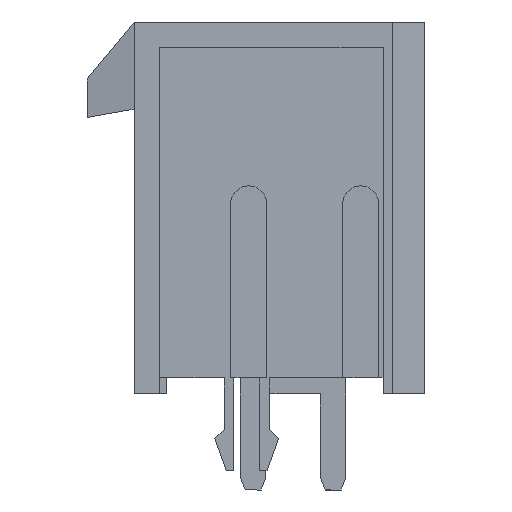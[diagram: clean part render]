
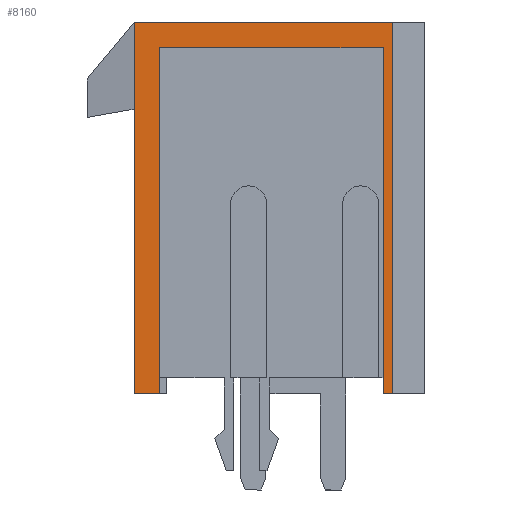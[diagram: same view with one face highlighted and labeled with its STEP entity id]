
A CAD part, left-side view. The second image highlights one B-rep face of the part: STEP entity #8160.
In plain terms, the highlighted planar face has unit normal (-1, 0, 0).
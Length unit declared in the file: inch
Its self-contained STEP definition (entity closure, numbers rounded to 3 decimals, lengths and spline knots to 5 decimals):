
#117 = DIRECTION ( 'NONE',  ( -1., 0., 0. ) ) ;
#371 = VERTEX_POINT ( 'NONE', #478 ) ;
#478 = CARTESIAN_POINT ( 'NONE',  ( -0.267, 0.311, 0. ) ) ;
#549 = VECTOR ( 'NONE', #4115, 39.37008 ) ;
#631 = ORIENTED_EDGE ( 'NONE', *, *, #8645, .T. ) ;
#687 = DIRECTION ( 'NONE',  ( 0., -1., 0. ) ) ;
#944 = LINE ( 'NONE', #5550, #8456 ) ;
#1131 = VERTEX_POINT ( 'NONE', #7177 ) ;
#1237 = VERTEX_POINT ( 'NONE', #2262 ) ;
#1465 = FACE_OUTER_BOUND ( 'NONE', #2601, .T. ) ;
#1794 = DIRECTION ( 'NONE',  ( 0., -1., 0. ) ) ;
#1803 = ORIENTED_EDGE ( 'NONE', *, *, #7620, .T. ) ;
#1881 = ORIENTED_EDGE ( 'NONE', *, *, #2467, .T. ) ;
#2262 = CARTESIAN_POINT ( 'NONE',  ( -0.267, 0.271, 0. ) ) ;
#2467 = EDGE_CURVE ( 'NONE', #5592, #371, #6445, .T. ) ;
#2601 = EDGE_LOOP ( 'NONE', ( #631, #1803, #3421, #3692, #4964, #1881, #7699, #4426 ) ) ;
#2716 = LINE ( 'NONE', #8430, #8950 ) ;
#2733 = VECTOR ( 'NONE', #3930, 39.37008 ) ;
#2832 = CARTESIAN_POINT ( 'NONE',  ( -0.267, 0.271, 0.541 ) ) ;
#2987 = LINE ( 'NONE', #4028, #2733 ) ;
#3079 = EDGE_CURVE ( 'NONE', #371, #1237, #944, .T. ) ;
#3340 = CARTESIAN_POINT ( 'NONE',  ( -0.267, 0.311, 0. ) ) ;
#3371 = LINE ( 'NONE', #10335, #3610 ) ;
#3382 = LINE ( 'NONE', #8718, #5028 ) ;
#3421 = ORIENTED_EDGE ( 'NONE', *, *, #10278, .T. ) ;
#3610 = VECTOR ( 'NONE', #5587, 39.37008 ) ;
#3692 = ORIENTED_EDGE ( 'NONE', *, *, #8713, .F. ) ;
#3743 = EDGE_CURVE ( 'NONE', #1237, #10387, #8576, .T. ) ;
#3860 = DIRECTION ( 'NONE',  ( 0., -1., 0. ) ) ;
#3930 = DIRECTION ( 'NONE',  ( 0., 0., -1. ) ) ;
#3964 = DIRECTION ( 'NONE',  ( 0., -1., 0. ) ) ;
#4028 = CARTESIAN_POINT ( 'NONE',  ( -0.267, -0.093, 0. ) ) ;
#4115 = DIRECTION ( 'NONE',  ( 0., 0., -1. ) ) ;
#4253 = VECTOR ( 'NONE', #5271, 39.37008 ) ;
#4426 = ORIENTED_EDGE ( 'NONE', *, *, #3743, .T. ) ;
#4757 = CARTESIAN_POINT ( 'NONE',  ( -0.267, 0.271, 0. ) ) ;
#4833 = CARTESIAN_POINT ( 'NONE',  ( -0.267, -0.078, 0. ) ) ;
#4964 = ORIENTED_EDGE ( 'NONE', *, *, #10001, .F. ) ;
#5004 = CARTESIAN_POINT ( 'NONE',  ( -0.267, 0.311, 0. ) ) ;
#5028 = VECTOR ( 'NONE', #3860, 39.37008 ) ;
#5204 = VERTEX_POINT ( 'NONE', #5499 ) ;
#5271 = DIRECTION ( 'NONE',  ( 0., 0., 1. ) ) ;
#5302 = LINE ( 'NONE', #4833, #10161 ) ;
#5499 = CARTESIAN_POINT ( 'NONE',  ( -0.267, -0.093, 0.581 ) ) ;
#5550 = CARTESIAN_POINT ( 'NONE',  ( -0.267, 0.311, 0. ) ) ;
#5587 = DIRECTION ( 'NONE',  ( 0., -1., 0. ) ) ;
#5592 = VERTEX_POINT ( 'NONE', #9326 ) ;
#5763 = VERTEX_POINT ( 'NONE', #7949 ) ;
#5845 = VERTEX_POINT ( 'NONE', #8032 ) ;
#6445 = LINE ( 'NONE', #3340, #549 ) ;
#6954 = AXIS2_PLACEMENT_3D ( 'NONE', #5004, #117, #1794 ) ;
#7177 = CARTESIAN_POINT ( 'NONE',  ( -0.267, -0.078, 0. ) ) ;
#7221 = DIRECTION ( 'NONE',  ( 0., 0., -1. ) ) ;
#7620 = EDGE_CURVE ( 'NONE', #5763, #1131, #5302, .T. ) ;
#7699 = ORIENTED_EDGE ( 'NONE', *, *, #3079, .T. ) ;
#7949 = CARTESIAN_POINT ( 'NONE',  ( -0.267, -0.078, 0.541 ) ) ;
#8032 = CARTESIAN_POINT ( 'NONE',  ( -0.267, -0.093, 0. ) ) ;
#8160 = ADVANCED_FACE ( 'NONE', ( #1465 ), #9098, .T. ) ;
#8430 = CARTESIAN_POINT ( 'NONE',  ( -0.267, 0.084, 0. ) ) ;
#8456 = VECTOR ( 'NONE', #3964, 39.37008 ) ;
#8576 = LINE ( 'NONE', #4757, #4253 ) ;
#8645 = EDGE_CURVE ( 'NONE', #10387, #5763, #3382, .T. ) ;
#8713 = EDGE_CURVE ( 'NONE', #5204, #5845, #2987, .T. ) ;
#8718 = CARTESIAN_POINT ( 'NONE',  ( -0.267, 0.311, 0.541 ) ) ;
#8950 = VECTOR ( 'NONE', #687, 39.37008 ) ;
#9098 = PLANE ( 'NONE',  #6954 ) ;
#9326 = CARTESIAN_POINT ( 'NONE',  ( -0.267, 0.311, 0.581 ) ) ;
#10001 = EDGE_CURVE ( 'NONE', #5592, #5204, #3371, .T. ) ;
#10161 = VECTOR ( 'NONE', #7221, 39.37008 ) ;
#10278 = EDGE_CURVE ( 'NONE', #1131, #5845, #2716, .T. ) ;
#10335 = CARTESIAN_POINT ( 'NONE',  ( -0.267, 0.084, 0.581 ) ) ;
#10387 = VERTEX_POINT ( 'NONE', #2832 ) ;
